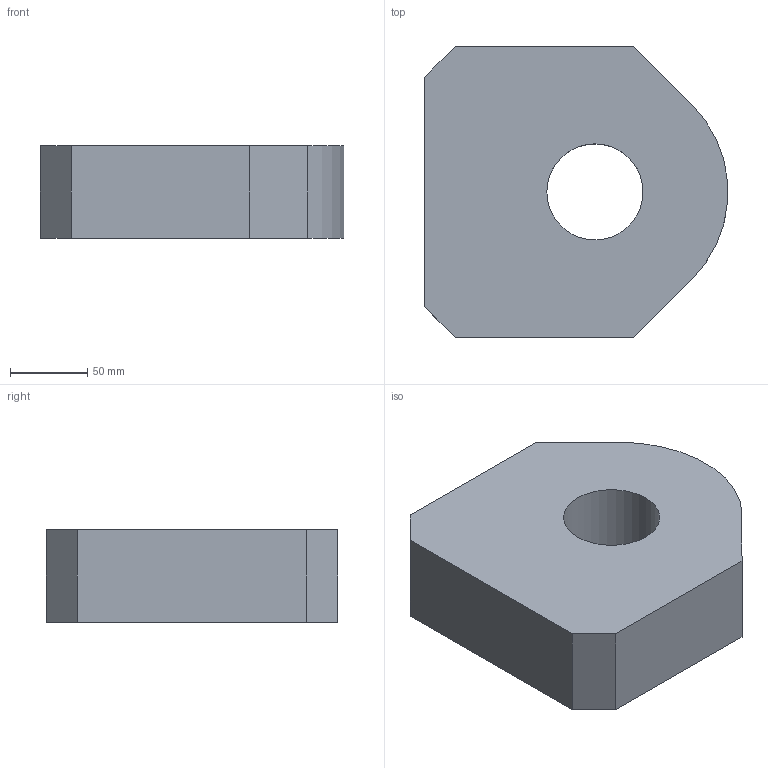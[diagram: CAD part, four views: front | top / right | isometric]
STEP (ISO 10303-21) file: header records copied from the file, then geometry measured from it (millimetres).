
FILE_DESCRIPTION(('STEP AP203'),'1');
FILE_NAME('Oreillede levage.step','2018-05-31T06:11:24',(' '),(' '),'Spatial InterOp 3D',' ',' ');
FILE_SCHEMA(('CONFIG_CONTROL_DESIGN'));
Length unit declared in the file: millimetre
Products named in the file (1): 1
Bounding box: 195.56 x 188 x 60 mm (x, y, z)
Volume: 1765408.7 mm3; surface area: 110499.9 mm2
Topology: 1 solids, 1 shells, 11 faces, 27 edges, 18 vertices
Faces by surface type: plane 9, cylinder 2
Full cylindrical faces by diameter (mm): 62 x1
Entity records: 368 total; most frequent: CARTESIAN_POINT 56, DIRECTION 54, ORIENTED_EDGE 52, EDGE_CURVE 26, LINE 22, VECTOR 22, VERTEX_POINT 18, AXIS2_PLACEMENT_3D 16
